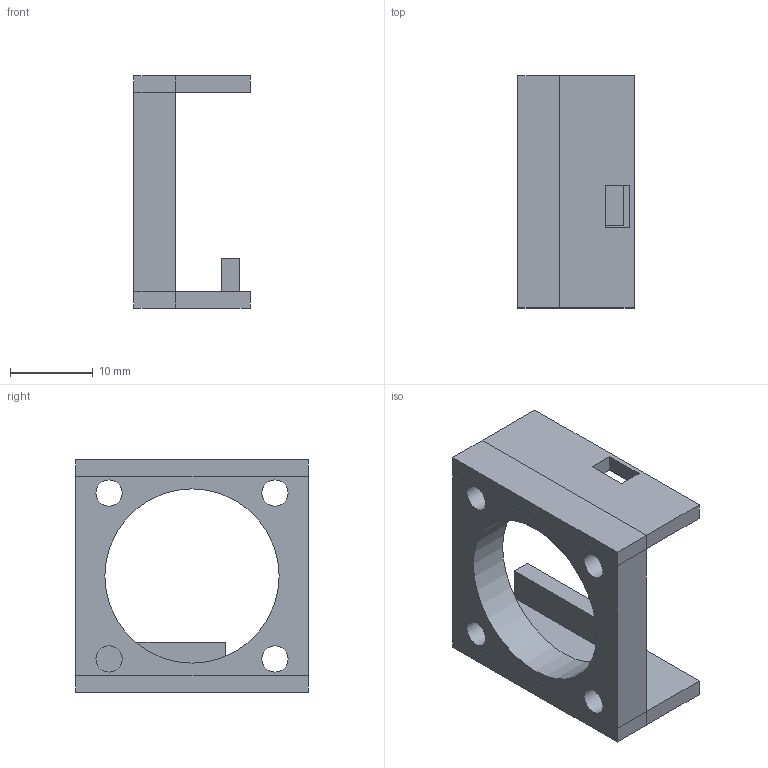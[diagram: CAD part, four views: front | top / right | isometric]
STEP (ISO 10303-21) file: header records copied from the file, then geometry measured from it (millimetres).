
FILE_DESCRIPTION(('FreeCAD Model'),'2;1');
FILE_NAME('Open CASCADE Shape Model','2025-05-13T16:08:57',(''),(''), 'Open CASCADE STEP processor 7.8','FreeCAD','Unknown');
FILE_SCHEMA(('AUTOMOTIVE_DESIGN { 1 0 10303 214 1 1 1 1 }'));
Length unit declared in the file: millimetre
Products named in the file (1): Body
Bounding box: 14 x 28 x 28 mm (x, y, z)
Volume: 3171.3 mm3; surface area: 3145 mm2
Topology: 1 solids, 1 shells, 36 faces, 84 edges, 50 vertices
Faces by surface type: plane 31, cylinder 5
Full cylindrical faces by diameter (mm): 3.16 x4, 21 x1
Entity records: 1040 total; most frequent: CARTESIAN_POINT 171, DIRECTION 168, ORIENTED_EDGE 168, EDGE_CURVE 84, LINE 74, VECTOR 74, VERTEX_POINT 50, FACE_BOUND 48
